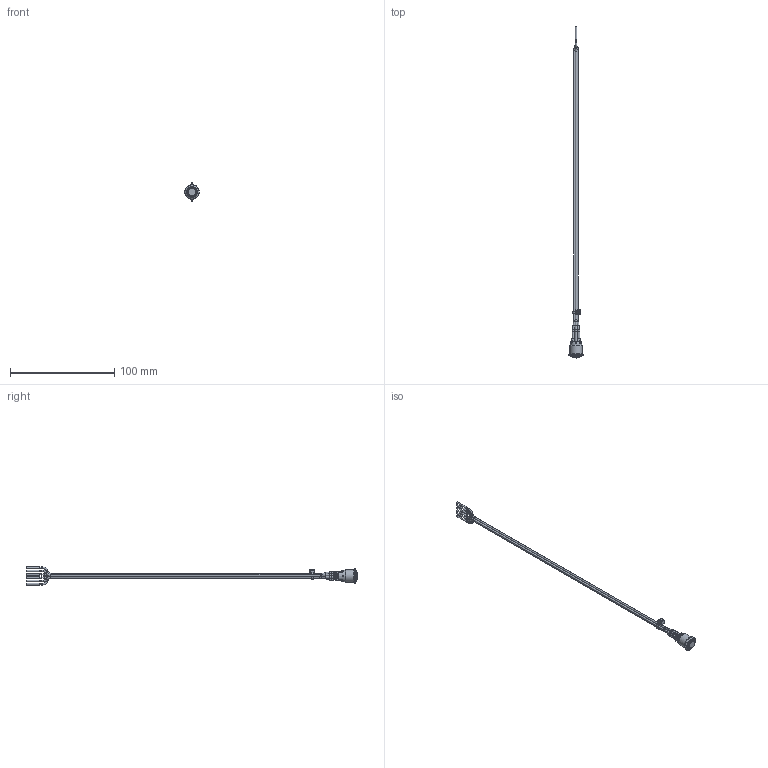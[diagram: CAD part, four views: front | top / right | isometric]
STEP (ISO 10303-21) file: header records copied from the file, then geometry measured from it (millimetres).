
FILE_DESCRIPTION(/* description */ (''),/* implementation_level */ '2;1');
FILE_NAME(/* name */ 'PV0HW40xx-3Rx.stp',/* time_stamp */ '2025-12-22T00:06:53-06:00',/* author */ ('jmeyers'),/* organization */ (''),/* preprocessor_version */ 'ST-DEVELOPER v18.1',/* originating_system */ 'Autodesk Inventor 2022',/* authorisation */ '');
FILE_SCHEMA (('AUTOMOTIVE_DESIGN { 1 0 10303 214 3 1 1 }'));
Length unit declared in the file: millimetre
Products named in the file (1): R1 CAP
Bounding box: 14 x 318.4 x 17.32 mm (x, y, z)
Volume: 5329 mm3; surface area: 10874.3 mm2
Topology: 3 solids, 12 shells, 728 faces, 1976 edges, 1254 vertices
Faces by surface type: plane 485, cylinder 159, torus 44, sphere 17, cone 15, bspline 8
Full cylindrical faces by diameter (mm): 0.787 x6, 1 x4, 1.575 x24, 1.775 x12, 4 x1, 7.35 x1, 7.4 x2, 9 x1, 9.1 x1, 10.3 x1, 10.4 x1, 11 x2, 11.9 x1, 14 x1
Entity records: 26093 total; most frequent: CARTESIAN_POINT 5407, DIRECTION 4080, ORIENTED_EDGE 3958, EDGE_CURVE 1979, LINE 1374, VECTOR 1374, AXIS2_PLACEMENT_3D 1353, VERTEX_POINT 1254
